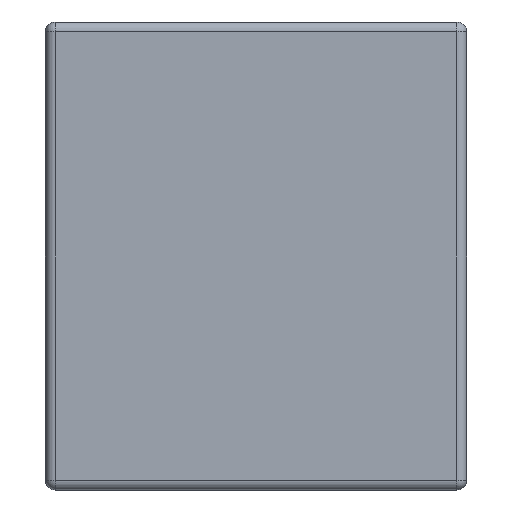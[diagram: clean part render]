
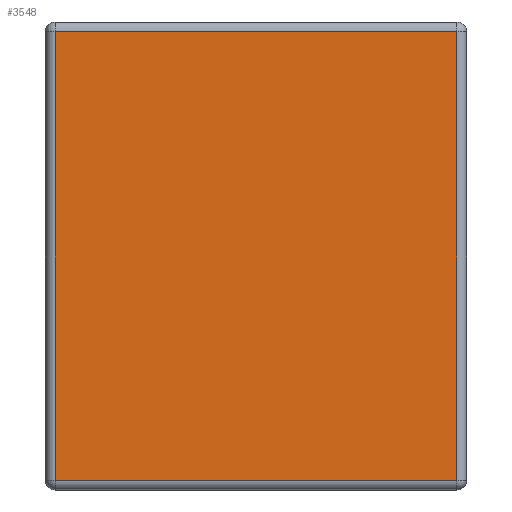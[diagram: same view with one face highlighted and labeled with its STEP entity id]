
A CAD part, left-side view. The second image highlights one B-rep face of the part: STEP entity #3548.
In plain terms, the highlighted planar face has unit normal (-1, 0, 0).
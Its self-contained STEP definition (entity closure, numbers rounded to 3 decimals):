
#151 = DIRECTION ( 'NONE',  ( 0., 0., -1. ) ) ;
#333 = CARTESIAN_POINT ( 'NONE',  ( 0., 0., 0. ) ) ;
#632 = VERTEX_POINT ( 'NONE', #3621 ) ;
#733 = FACE_OUTER_BOUND ( 'NONE', #2045, .T. ) ;
#734 = EDGE_CURVE ( 'NONE', #1193, #2003, #2703, .T. ) ;
#1042 = VECTOR ( 'NONE', #1664, 1000. ) ;
#1161 = CARTESIAN_POINT ( 'NONE',  ( 0., 0.879, -0.979 ) ) ;
#1193 = VERTEX_POINT ( 'NONE', #1161 ) ;
#1333 = VECTOR ( 'NONE', #151, 1000. ) ;
#1483 = VERTEX_POINT ( 'NONE', #1640 ) ;
#1640 = CARTESIAN_POINT ( 'NONE',  ( 0., 0.879, -0.021 ) ) ;
#1664 = DIRECTION ( 'NONE',  ( 0., 1., 0. ) ) ;
#1706 = DIRECTION ( 'NONE',  ( -1., 0., 0. ) ) ;
#1748 = LINE ( 'NONE', #3146, #2718 ) ;
#1929 = CARTESIAN_POINT ( 'NONE',  ( 0., 0.879, -1. ) ) ;
#2003 = VERTEX_POINT ( 'NONE', #2291 ) ;
#2023 = CARTESIAN_POINT ( 'NONE',  ( 0., 0., -0.979 ) ) ;
#2045 = EDGE_LOOP ( 'NONE', ( #3928, #4271, #3518, #4241 ) ) ;
#2052 = DIRECTION ( 'NONE',  ( 0., -1., 0. ) ) ;
#2141 = DIRECTION ( 'NONE',  ( 0., 0., 1. ) ) ;
#2289 = AXIS2_PLACEMENT_3D ( 'NONE', #333, #1706, #2455 ) ;
#2291 = CARTESIAN_POINT ( 'NONE',  ( 0., 0.021, -0.979 ) ) ;
#2347 = CARTESIAN_POINT ( 'NONE',  ( 0., 0.9, -0.021 ) ) ;
#2455 = DIRECTION ( 'NONE',  ( 0., 0., 1. ) ) ;
#2703 = LINE ( 'NONE', #2023, #3106 ) ;
#2718 = VECTOR ( 'NONE', #2141, 1000. ) ;
#3106 = VECTOR ( 'NONE', #2052, 1000. ) ;
#3146 = CARTESIAN_POINT ( 'NONE',  ( 0., 0.021, 0. ) ) ;
#3167 = PLANE ( 'NONE',  #2289 ) ;
#3287 = LINE ( 'NONE', #1929, #1333 ) ;
#3385 = LINE ( 'NONE', #2347, #1042 ) ;
#3518 = ORIENTED_EDGE ( 'NONE', *, *, #3949, .T. ) ;
#3529 = EDGE_CURVE ( 'NONE', #2003, #632, #1748, .T. ) ;
#3548 = ADVANCED_FACE ( 'NONE', ( #733 ), #3167, .T. ) ;
#3621 = CARTESIAN_POINT ( 'NONE',  ( 0., 0.021, -0.021 ) ) ;
#3928 = ORIENTED_EDGE ( 'NONE', *, *, #734, .T. ) ;
#3949 = EDGE_CURVE ( 'NONE', #632, #1483, #3385, .T. ) ;
#4173 = EDGE_CURVE ( 'NONE', #1483, #1193, #3287, .T. ) ;
#4241 = ORIENTED_EDGE ( 'NONE', *, *, #4173, .T. ) ;
#4271 = ORIENTED_EDGE ( 'NONE', *, *, #3529, .T. ) ;
